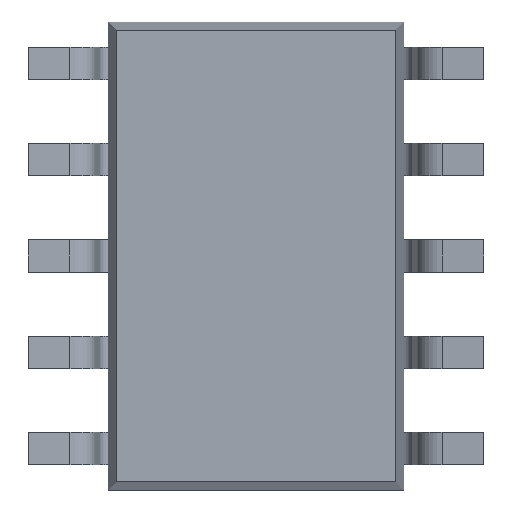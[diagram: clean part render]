
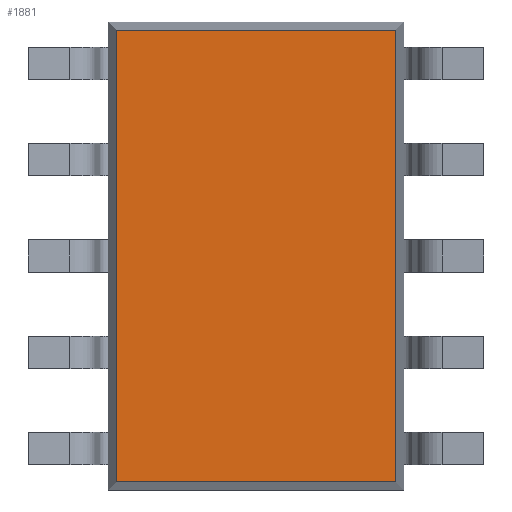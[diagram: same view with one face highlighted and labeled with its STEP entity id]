
A CAD part, front view. The second image highlights one B-rep face of the part: STEP entity #1881.
In plain terms, the highlighted planar face has unit normal (0, -1, 0).
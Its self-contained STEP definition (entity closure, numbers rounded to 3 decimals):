
#29 = EDGE_CURVE ( 'NONE', #1457, #1743, #1107, .T. ) ;
#157 = DIRECTION ( 'NONE',  ( 0., 1., 0. ) ) ;
#183 = DIRECTION ( 'NONE',  ( 0., 0., -1. ) ) ;
#283 = CARTESIAN_POINT ( 'NONE',  ( 0., 0.36, -2.975 ) ) ;
#710 = CARTESIAN_POINT ( 'NONE',  ( 1.84, 0.36, -2.975 ) ) ;
#716 = ORIENTED_EDGE ( 'NONE', *, *, #29, .T. ) ;
#764 = ORIENTED_EDGE ( 'NONE', *, *, #3480, .T. ) ;
#883 = EDGE_LOOP ( 'NONE', ( #764, #1157, #716, #3459 ) ) ;
#935 = CARTESIAN_POINT ( 'NONE',  ( 1.84, 0.36, 2.975 ) ) ;
#981 = LINE ( 'NONE', #4563, #3759 ) ;
#1058 = EDGE_CURVE ( 'NONE', #1879, #1457, #2073, .T. ) ;
#1107 = LINE ( 'NONE', #1773, #3070 ) ;
#1157 = ORIENTED_EDGE ( 'NONE', *, *, #1058, .T. ) ;
#1330 = EDGE_CURVE ( 'NONE', #1743, #2915, #1903, .T. ) ;
#1409 = DIRECTION ( 'NONE',  ( 0., 0., 1. ) ) ;
#1457 = VERTEX_POINT ( 'NONE', #710 ) ;
#1743 = VERTEX_POINT ( 'NONE', #935 ) ;
#1773 = CARTESIAN_POINT ( 'NONE',  ( 1.84, 0.36, 0. ) ) ;
#1879 = VERTEX_POINT ( 'NONE', #4052 ) ;
#1881 = ADVANCED_FACE ( 'NONE', ( #2460 ), #4010, .F. ) ;
#1903 = LINE ( 'NONE', #2795, #2691 ) ;
#2056 = AXIS2_PLACEMENT_3D ( 'NONE', #5378, #157, #1409 ) ;
#2073 = LINE ( 'NONE', #283, #4146 ) ;
#2460 = FACE_OUTER_BOUND ( 'NONE', #883, .T. ) ;
#2691 = VECTOR ( 'NONE', #4145, 1000. ) ;
#2795 = CARTESIAN_POINT ( 'NONE',  ( 0., 0.36, 2.975 ) ) ;
#2915 = VERTEX_POINT ( 'NONE', #3637 ) ;
#3070 = VECTOR ( 'NONE', #4324, 1000. ) ;
#3459 = ORIENTED_EDGE ( 'NONE', *, *, #1330, .T. ) ;
#3480 = EDGE_CURVE ( 'NONE', #2915, #1879, #981, .T. ) ;
#3637 = CARTESIAN_POINT ( 'NONE',  ( -1.84, 0.36, 2.975 ) ) ;
#3759 = VECTOR ( 'NONE', #183, 1000. ) ;
#4010 = PLANE ( 'NONE',  #2056 ) ;
#4052 = CARTESIAN_POINT ( 'NONE',  ( -1.84, 0.36, -2.975 ) ) ;
#4145 = DIRECTION ( 'NONE',  ( -1., 0., 0. ) ) ;
#4146 = VECTOR ( 'NONE', #4626, 1000. ) ;
#4324 = DIRECTION ( 'NONE',  ( 0., 0., 1. ) ) ;
#4563 = CARTESIAN_POINT ( 'NONE',  ( -1.84, 0.36, 0. ) ) ;
#4626 = DIRECTION ( 'NONE',  ( 1., 0., 0. ) ) ;
#5378 = CARTESIAN_POINT ( 'NONE',  ( 0., 0.36, 0. ) ) ;
